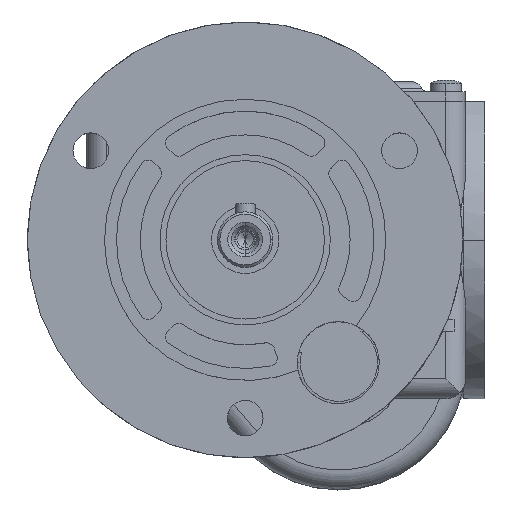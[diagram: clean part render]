
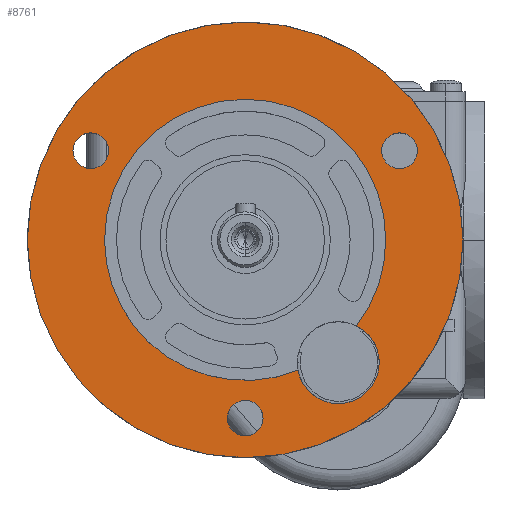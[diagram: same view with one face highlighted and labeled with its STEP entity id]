
A CAD part, top view. The second image highlights one B-rep face of the part: STEP entity #8761.
In plain terms, the highlighted planar face has unit normal (0, 0, 1).
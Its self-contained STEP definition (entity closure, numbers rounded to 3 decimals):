
#25 = ORIENTED_EDGE ( 'NONE', *, *, #6247, .F. ) ;
#232 = CIRCLE ( 'NONE', #5707, 55. ) ;
#234 = CIRCLE ( 'NONE', #5560, 4.5 ) ;
#235 = CIRCLE ( 'NONE', #5558, 4.5 ) ;
#237 = CIRCLE ( 'NONE', #5556, 35.5 ) ;
#242 = CIRCLE ( 'NONE', #5557, 4.5 ) ;
#244 = CIRCLE ( 'NONE', #5488, 10.35 ) ;
#750 = CARTESIAN_POINT ( 'NONE',  ( -60.5, 0., 75. ) ) ;
#751 = DIRECTION ( 'NONE',  ( 0., 0., 1. ) ) ;
#753 = DIRECTION ( 'NONE',  ( 1., 0., 0. ) ) ;
#757 = CARTESIAN_POINT ( 'NONE',  ( -21.529, 22.5, 75. ) ) ;
#759 = DIRECTION ( 'NONE',  ( 0., 0., 1. ) ) ;
#761 = DIRECTION ( 'NONE',  ( 1., 0., 0. ) ) ;
#792 = CARTESIAN_POINT ( 'NONE',  ( -99.471, 22.5, 75. ) ) ;
#794 = DIRECTION ( 'NONE',  ( 0., 0., 1. ) ) ;
#795 = DIRECTION ( 'NONE',  ( 1., 0., 0. ) ) ;
#857 = CARTESIAN_POINT ( 'NONE',  ( -60.5, -45., 75. ) ) ;
#858 = DIRECTION ( 'NONE',  ( 0., 0., 1. ) ) ;
#860 = DIRECTION ( 'NONE',  ( 1., 0., 0. ) ) ;
#863 = CARTESIAN_POINT ( 'NONE',  ( -60.5, 0., 75. ) ) ;
#865 = DIRECTION ( 'NONE',  ( 0., 0., 1. ) ) ;
#867 = DIRECTION ( 'NONE',  ( 1., 0., 0. ) ) ;
#881 = CARTESIAN_POINT ( 'NONE',  ( -37., -31., 75. ) ) ;
#883 = DIRECTION ( 'NONE',  ( 0., 0., 1. ) ) ;
#884 = DIRECTION ( 'NONE',  ( -1., 0., 0. ) ) ;
#925 = EDGE_CURVE ( 'NONE', #6888, #10270, #4621, .T. ) ;
#935 = EDGE_CURVE ( 'NONE', #10270, #6887, #8081, .T. ) ;
#999 = EDGE_CURVE ( 'NONE', #6979, #6981, #8162, .T. ) ;
#1000 = EDGE_CURVE ( 'NONE', #6988, #6985, #8160, .T. ) ;
#1067 = EDGE_CURVE ( 'NONE', #8361, #8362, #8236, .T. ) ;
#1074 = EDGE_CURVE ( 'NONE', #6957, #6960, #8246, .T. ) ;
#1264 = ORIENTED_EDGE ( 'NONE', *, *, #6245, .F. ) ;
#1283 = ORIENTED_EDGE ( 'NONE', *, *, #935, .F. ) ;
#1341 = CARTESIAN_POINT ( 'NONE',  ( -37., -31., 75. ) ) ;
#1342 = DIRECTION ( 'NONE',  ( 0., 0., 1. ) ) ;
#1343 = DIRECTION ( 'NONE',  ( -1., 0., 0. ) ) ;
#1346 = CARTESIAN_POINT ( 'NONE',  ( -60.5, -45., 75. ) ) ;
#1347 = DIRECTION ( 'NONE',  ( 0., 0., 1. ) ) ;
#1348 = DIRECTION ( 'NONE',  ( 1., 0., 0. ) ) ;
#1630 = CARTESIAN_POINT ( 'NONE',  ( -21.529, 22.5, 75. ) ) ;
#1631 = DIRECTION ( 'NONE',  ( 0., 0., 1. ) ) ;
#1632 = DIRECTION ( 'NONE',  ( 1., 0., 0. ) ) ;
#2872 = ORIENTED_EDGE ( 'NONE', *, *, #6237, .T. ) ;
#2873 = ORIENTED_EDGE ( 'NONE', *, *, #7558, .F. ) ;
#2874 = ORIENTED_EDGE ( 'NONE', *, *, #1000, .F. ) ;
#2879 = ORIENTED_EDGE ( 'NONE', *, *, #6244, .F. ) ;
#2882 = ORIENTED_EDGE ( 'NONE', *, *, #1067, .T. ) ;
#2883 = ORIENTED_EDGE ( 'NONE', *, *, #6238, .F. ) ;
#2887 = ORIENTED_EDGE ( 'NONE', *, *, #999, .F. ) ;
#2888 = ORIENTED_EDGE ( 'NONE', *, *, #1074, .F. ) ;
#2889 = ORIENTED_EDGE ( 'NONE', *, *, #6241, .F. ) ;
#4265 = CARTESIAN_POINT ( 'NONE',  ( -60.5, 0., 75. ) ) ;
#4266 = DIRECTION ( 'NONE',  ( 0., 0., 1. ) ) ;
#4267 = DIRECTION ( 'NONE',  ( 1., 0., 0. ) ) ;
#4292 = CARTESIAN_POINT ( 'NONE',  ( -60.5, 0., 75. ) ) ;
#4293 = DIRECTION ( 'NONE',  ( 0., 0., 1. ) ) ;
#4294 = DIRECTION ( 'NONE',  ( 1., 0., 0. ) ) ;
#4621 = CIRCLE ( 'NONE', #6064, 35.5 ) ;
#4988 = CARTESIAN_POINT ( 'NONE',  ( -115.5, 0., 75. ) ) ;
#4989 = CARTESIAN_POINT ( 'NONE',  ( -5.5, 0., 75. ) ) ;
#5278 = CARTESIAN_POINT ( 'NONE',  ( -60.5, 35.5, 75. ) ) ;
#5280 = DIRECTION ( 'NONE',  ( 0., 0., -1. ) ) ;
#5283 = PLANE ( 'NONE',  #5723 ) ;
#5286 = DIRECTION ( 'NONE',  ( -1., 0., 0. ) ) ;
#5488 = AXIS2_PLACEMENT_3D ( 'NONE', #881, #883, #884 ) ;
#5556 = AXIS2_PLACEMENT_3D ( 'NONE', #863, #865, #867 ) ;
#5557 = AXIS2_PLACEMENT_3D ( 'NONE', #857, #858, #860 ) ;
#5558 = AXIS2_PLACEMENT_3D ( 'NONE', #792, #794, #795 ) ;
#5560 = AXIS2_PLACEMENT_3D ( 'NONE', #757, #759, #761 ) ;
#5707 = AXIS2_PLACEMENT_3D ( 'NONE', #750, #751, #753 ) ;
#5723 = AXIS2_PLACEMENT_3D ( 'NONE', #5278, #5280, #5286 ) ;
#5893 = AXIS2_PLACEMENT_3D ( 'NONE', #8616, #8617, #8618 ) ;
#5897 = AXIS2_PLACEMENT_3D ( 'NONE', #8595, #8596, #8597 ) ;
#5934 = AXIS2_PLACEMENT_3D ( 'NONE', #1346, #1347, #1348 ) ;
#5935 = AXIS2_PLACEMENT_3D ( 'NONE', #1341, #1342, #1343 ) ;
#5980 = AXIS2_PLACEMENT_3D ( 'NONE', #1630, #1631, #1632 ) ;
#6060 = AXIS2_PLACEMENT_3D ( 'NONE', #4292, #4293, #4294 ) ;
#6064 = AXIS2_PLACEMENT_3D ( 'NONE', #4265, #4266, #4267 ) ;
#6237 = EDGE_CURVE ( 'NONE', #8362, #8361, #232, .T. ) ;
#6238 = EDGE_CURVE ( 'NONE', #6978, #6987, #234, .T. ) ;
#6241 = EDGE_CURVE ( 'NONE', #6960, #6957, #235, .T. ) ;
#6244 = EDGE_CURVE ( 'NONE', #6985, #6988, #242, .T. ) ;
#6245 = EDGE_CURVE ( 'NONE', #6887, #6979, #237, .T. ) ;
#6247 = EDGE_CURVE ( 'NONE', #6981, #6888, #244, .T. ) ;
#6887 = VERTEX_POINT ( 'NONE', #10867 ) ;
#6888 = VERTEX_POINT ( 'NONE', #10888 ) ;
#6957 = VERTEX_POINT ( 'NONE', #10954 ) ;
#6960 = VERTEX_POINT ( 'NONE', #10957 ) ;
#6978 = VERTEX_POINT ( 'NONE', #10975 ) ;
#6979 = VERTEX_POINT ( 'NONE', #10976 ) ;
#6981 = VERTEX_POINT ( 'NONE', #10978 ) ;
#6985 = VERTEX_POINT ( 'NONE', #10982 ) ;
#6987 = VERTEX_POINT ( 'NONE', #10984 ) ;
#6988 = VERTEX_POINT ( 'NONE', #10985 ) ;
#7164 = EDGE_LOOP ( 'NONE', ( #2887, #1264, #1283, #10346, #25 ) ) ;
#7165 = EDGE_LOOP ( 'NONE', ( #2889, #2888 ) ) ;
#7166 = EDGE_LOOP ( 'NONE', ( #2879, #2874 ) ) ;
#7167 = EDGE_LOOP ( 'NONE', ( #2882, #2872 ) ) ;
#7176 = EDGE_LOOP ( 'NONE', ( #2883, #2873 ) ) ;
#7558 = EDGE_CURVE ( 'NONE', #6987, #6978, #11673, .T. ) ;
#7910 = FACE_BOUND ( 'NONE', #7165, .T. ) ;
#7913 = FACE_OUTER_BOUND ( 'NONE', #7167, .T. ) ;
#7915 = FACE_BOUND ( 'NONE', #7164, .T. ) ;
#7916 = FACE_BOUND ( 'NONE', #7166, .T. ) ;
#7917 = FACE_BOUND ( 'NONE', #7176, .T. ) ;
#8081 = CIRCLE ( 'NONE', #6060, 35.5 ) ;
#8160 = CIRCLE ( 'NONE', #5934, 4.5 ) ;
#8162 = CIRCLE ( 'NONE', #5935, 10.35 ) ;
#8236 = CIRCLE ( 'NONE', #5897, 55. ) ;
#8246 = CIRCLE ( 'NONE', #5893, 4.5 ) ;
#8361 = VERTEX_POINT ( 'NONE', #4989 ) ;
#8362 = VERTEX_POINT ( 'NONE', #4988 ) ;
#8595 = CARTESIAN_POINT ( 'NONE',  ( -60.5, 0., 75. ) ) ;
#8596 = DIRECTION ( 'NONE',  ( 0., 0., 1. ) ) ;
#8597 = DIRECTION ( 'NONE',  ( 1., 0., 0. ) ) ;
#8616 = CARTESIAN_POINT ( 'NONE',  ( -99.471, 22.5, 75. ) ) ;
#8617 = DIRECTION ( 'NONE',  ( 0., 0., 1. ) ) ;
#8618 = DIRECTION ( 'NONE',  ( 1., 0., 0. ) ) ;
#8761 = ADVANCED_FACE ( 'NONE', ( #7913, #7917, #7910, #7916, #7915 ), #5283, .F. ) ;
#10270 = VERTEX_POINT ( 'NONE', #10735 ) ;
#10346 = ORIENTED_EDGE ( 'NONE', *, *, #925, .F. ) ;
#10735 = CARTESIAN_POINT ( 'NONE',  ( -25., 0., 75. ) ) ;
#10867 = CARTESIAN_POINT ( 'NONE',  ( -96., 0., 75. ) ) ;
#10888 = CARTESIAN_POINT ( 'NONE',  ( -32.419, -21.719, 75. ) ) ;
#10954 = CARTESIAN_POINT ( 'NONE',  ( -103.971, 22.5, 75. ) ) ;
#10957 = CARTESIAN_POINT ( 'NONE',  ( -94.971, 22.5, 75. ) ) ;
#10975 = CARTESIAN_POINT ( 'NONE',  ( -17.029, 22.5, 75. ) ) ;
#10976 = CARTESIAN_POINT ( 'NONE',  ( -47.173, -32.904, 75. ) ) ;
#10978 = CARTESIAN_POINT ( 'NONE',  ( -26.65, -31., 75. ) ) ;
#10982 = CARTESIAN_POINT ( 'NONE',  ( -56., -45., 75. ) ) ;
#10984 = CARTESIAN_POINT ( 'NONE',  ( -26.029, 22.5, 75. ) ) ;
#10985 = CARTESIAN_POINT ( 'NONE',  ( -65., -45., 75. ) ) ;
#11673 = CIRCLE ( 'NONE', #5980, 4.5 ) ;
